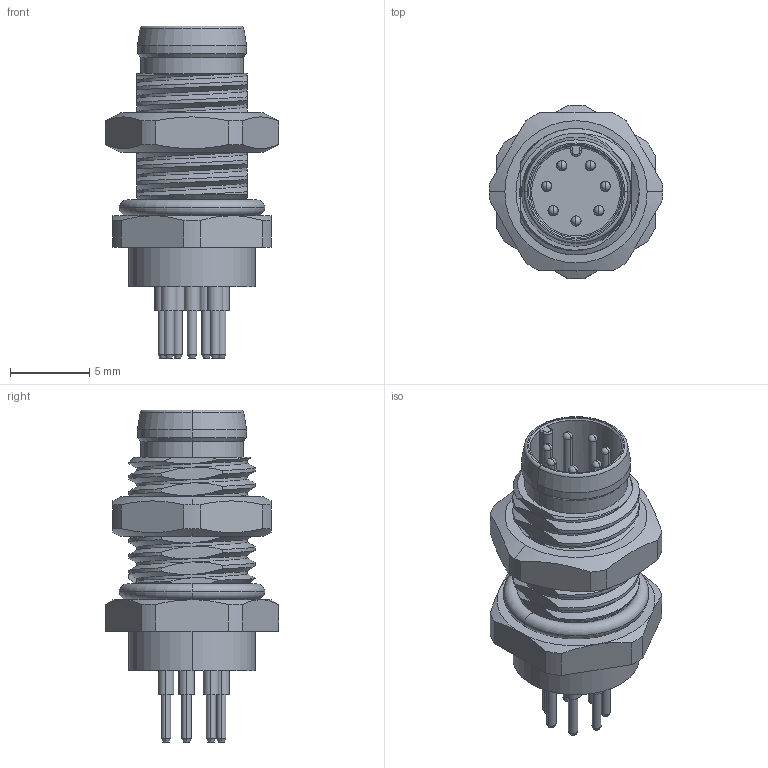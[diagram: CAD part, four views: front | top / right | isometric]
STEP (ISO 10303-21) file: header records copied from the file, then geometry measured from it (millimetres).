
FILE_DESCRIPTION((''),'2;1');
FILE_NAME('PRT000122387','2025-09-23T',('gongcheng16'),(''),'PRO/ENGINEER BY PARAMETRIC TECHNOLOGY CORPORATION, 2010280','PRO/ENGINEER BY PARAMETRIC TECHNOLOGY CORPORATION, 2010280','');
FILE_SCHEMA(('CONFIG_CONTROL_DESIGN'));
Length unit declared in the file: millimetre
Products named in the file (1): PRT000122387
Bounding box: 11 x 10.99 x 21 mm (x, y, z)
Volume: 233.6 mm3; surface area: 2411.5 mm2
Topology: 1 solids, 12 shells, 517 faces, 1159 edges, 708 vertices
Faces by surface type: cylinder 207, plane 143, cone 98, bspline 43, sphere 14, torus 12
Entity records: 22315 total; most frequent: CARTESIAN_POINT 10935, DIRECTION 2396, ORIENTED_EDGE 2290, EDGE_CURVE 1145, AXIS2_PLACEMENT_3D 982, VERTEX_POINT 708, EDGE_LOOP 593, FACE_OUTER_BOUND 517
